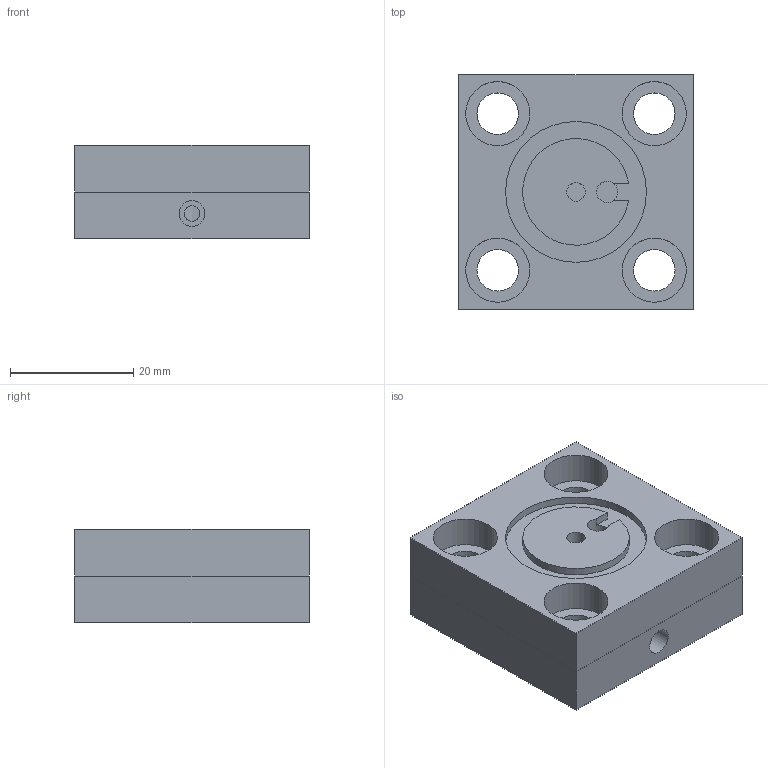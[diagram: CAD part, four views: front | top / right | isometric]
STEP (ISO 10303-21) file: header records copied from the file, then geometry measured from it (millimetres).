
FILE_DESCRIPTION(/* description */ (''),/* implementation_level */ '2;1');
FILE_NAME(/* name */ 'VacuumChuck v6.step',/* time_stamp */ '2016-07-20T22:04:49-07:00',/* author */ (''),/* organization */ (''),/* preprocessor_version */ 'ST-DEVELOPER v16.5',/* originating_system */ 'Autodesk Translation Framework v5.1.0.3141',/* authorisation */ '');
FILE_SCHEMA (('AUTOMOTIVE_DESIGN { 1 0 10303 214 3 1 1 }'));
Length unit declared in the file: centimetre
Products named in the file (1): VacuumChuck v6
Bounding box: 38.1 x 38.1 x 15.24 mm (x, y, z)
Volume: 16075.5 mm3; surface area: 10127.6 mm2
Topology: 2 solids, 2 shells, 53 faces, 108 edges, 72 vertices
Faces by surface type: plane 28, cylinder 25
Full cylindrical faces by diameter (mm): 2.54 x1, 2.997 x1, 3.454 x1, 4.2 x1, 6.756 x8, 10.414 x8, 17.272 x1, 18.542 x1, 22.86 x1, 24.079 x1
Entity records: 1381 total; most frequent: CARTESIAN_POINT 241, DIRECTION 240, ORIENTED_EDGE 166, EDGE_LOOP 112, AXIS2_PLACEMENT_3D 104, EDGE_CURVE 83, VERTEX_POINT 71, FACE_BOUND 59
